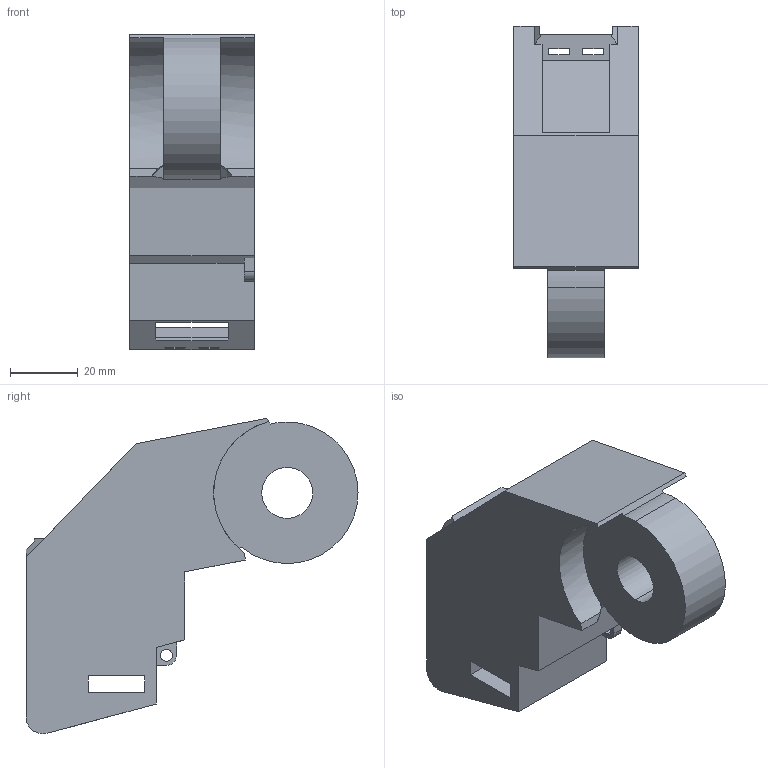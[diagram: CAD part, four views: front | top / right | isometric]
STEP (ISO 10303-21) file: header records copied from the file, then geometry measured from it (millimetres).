
FILE_DESCRIPTION (( 'STEP AP214' ), '1' );
FILE_NAME ('neck-top.STEP', '2024-05-05T05:01:47', ( '' ), ( '' ), 'SwSTEP 2.0', 'SolidWorks 2023', '' );
FILE_SCHEMA (( 'AUTOMOTIVE_DESIGN' ));
Length unit declared in the file: millimetre
Products named in the file (1): neck-top
Bounding box: 36.67 x 97.73 x 92.85 mm (x, y, z)
Volume: 112094.9 mm3; surface area: 26919.2 mm2
Topology: 1 solids, 1 shells, 104 faces, 297 edges, 196 vertices
Faces by surface type: plane 72, cylinder 27, bspline 3, cone 2
Entity records: 3525 total; most frequent: CARTESIAN_POINT 708, ORIENTED_EDGE 594, DIRECTION 548, EDGE_CURVE 297, VECTOR 228, LINE 228, VERTEX_POINT 196, AXIS2_PLACEMENT_3D 160
